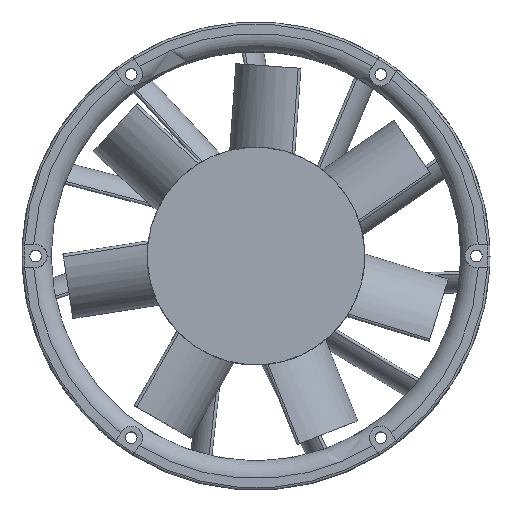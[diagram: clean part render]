
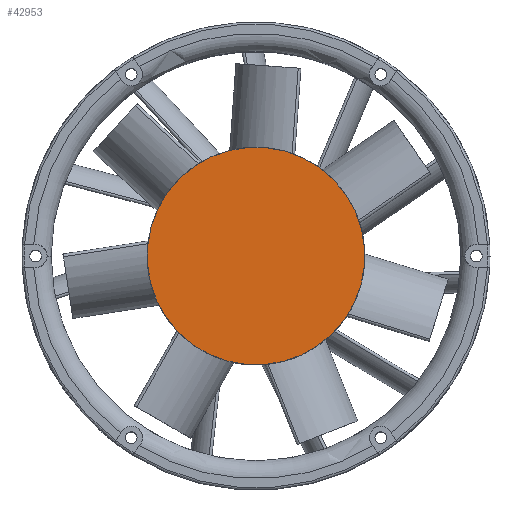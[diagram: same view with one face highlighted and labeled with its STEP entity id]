
A CAD part, top view. The second image highlights one B-rep face of the part: STEP entity #42953.
In plain terms, the highlighted planar face has unit normal (0, 0, 1).
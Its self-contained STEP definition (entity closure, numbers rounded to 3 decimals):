
#42314=CARTESIAN_POINT('',(0.,0.,-3.554));
#42315=DIRECTION('',(0.,0.,1.));
#42316=DIRECTION('',(-0.566,0.824,0.));
#42317=AXIS2_PLACEMENT_3D('',#42314,#42315,#42316);
#42319=CARTESIAN_POINT('',(0.,0.,-3.554));
#42320=DIRECTION('',(0.,0.,-1.));
#42321=DIRECTION('',(-0.566,0.824,0.));
#42322=AXIS2_PLACEMENT_3D('',#42319,#42320,#42321);
#42400=CARTESIAN_POINT('',(-22.656,32.965,
-3.554));
#42401=CARTESIAN_POINT('',(22.656,-32.965,
-3.554));
#42402=VERTEX_POINT('',#42400);
#42403=VERTEX_POINT('',#42401);
#42944=CARTESIAN_POINT('',(0.,0.,-3.554));
#42945=DIRECTION('',(0.,0.,-1.));
#42946=DIRECTION('',(0.566,-0.824,0.));
#42947=AXIS2_PLACEMENT_3D('',#42944,#42945,#42946);
#42948=PLANE('',#42947);
#42949=ORIENTED_EDGE('',*,*,#42533,.F.);
#42950=ORIENTED_EDGE('',*,*,#42706,.T.);
#42951=EDGE_LOOP('',(#42949,#42950));
#42952=FACE_OUTER_BOUND('',#42951,.F.);
#42953=ADVANCED_FACE('',(#42952),#42948,.F.);
#42318=CIRCLE('',#42317,40.);
#42323=CIRCLE('',#42322,40.);
#42533=EDGE_CURVE('',#42402,#42403,#42318,.T.);
#42706=EDGE_CURVE('',#42402,#42403,#42323,.T.);
